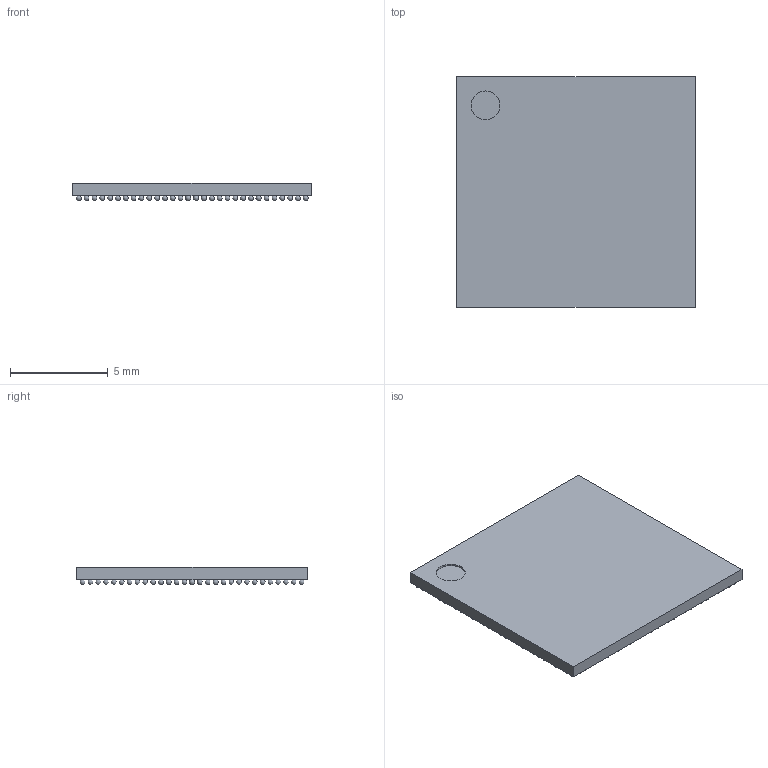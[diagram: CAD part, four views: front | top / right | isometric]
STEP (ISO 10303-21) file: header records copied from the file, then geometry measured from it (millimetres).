
FILE_DESCRIPTION(('FreeCAD Model'),'2;1');
FILE_NAME('18981673.1.1.stp','2024-01-08T08:24:05',( 'Author'),(''),'Open CASCADE STEP processor 6.9','FreeCAD','Unknown' );
FILE_SCHEMA(('AUTOMOTIVE_DESIGN { 1 0 10303 214 1 1 1 1 }'));
Length unit declared in the file: millimetre
Products named in the file (635): ASSEMBLY; A1; A2; A3; A5; A7; A9; A11; A13; A14; A16; A18; A20; A21; A23; A24; A26; A27; A29; A30; B1; B2; B3; B4; B5; B7; B8; B9; B11; B12; B13; B15; B16; B18; B19; B20; B21; B22; B23; B24 ...
Assembly tree (634 placements, depth 2):
  ASSEMBLY
    A1
    A2
    A3
    A5
    A7
    A9
    A11
    A13
    A14
    A16
    A18
    A20
    A21
    A23
    A24
    A26
    A27
    A29
    A30
    B1
    B2
    B3
    B4
    B5
    B7
    B8
    B9
    B11
    B12
    B13
    B15
    B16
    B18
    B19
    B20
    B21
    B22
    B23
    B24
    B25
    B26
    B27
    B28
    B29
    B30
    C2
    C3
    C4
    C5
    C6
    C7
    C8
    C9
    C10
    C11
    C13
    C14
    C15
    C16
Bounding box: 12.2 x 11.8 x 0.9 mm (x, y, z)
Volume: 97.1 mm3; surface area: 463.5 mm2
Topology: 634 solids, 634 shells, 641 faces, 1914 edges, 1276 vertices
Faces by surface type: sphere 633, plane 7, cylinder 1
Full cylindrical faces by diameter (mm): 1.475 x1
Entity records: 25756 total; most frequent: DIRECTION 2599, CARTESIAN_POINT 1964, AXIS2_PLACEMENT_3D 1278, PRODUCT_DEFINITION_SHAPE 1269, VERTEX_POINT 643, FACE_BOUND 642, ADVANCED_FACE 641, SHAPE_DEFINITION_REPRESENTATION 635
